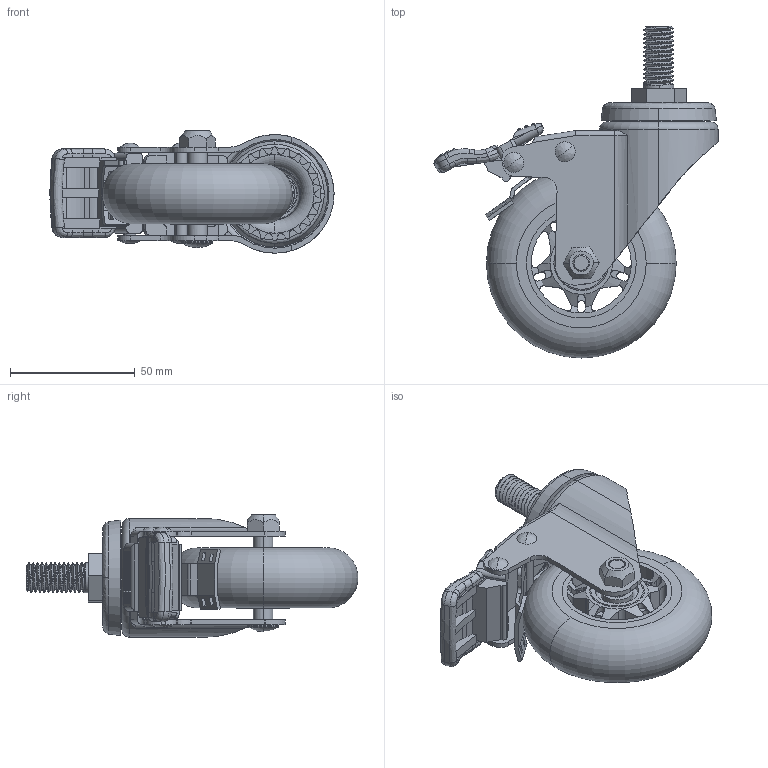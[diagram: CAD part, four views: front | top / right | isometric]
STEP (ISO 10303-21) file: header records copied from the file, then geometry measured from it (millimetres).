
FILE_DESCRIPTION (( 'STEP AP203' ), '1' );
FILE_NAME ('ACSU-76SSB.STEP', '2015-10-01T01:11:48', ( 'WON SINCHUL' ), ( 'Hewlett-Packard Company' ), 'SwSTEP 2.0', 'SolidWorks 2015', '' );
FILE_SCHEMA (( 'CONFIG_CONTROL_DESIGN' ));
Length unit declared in the file: millimetre
Products named in the file (1): ACSU-76SSB
Bounding box: 113.75 x 132.91 x 48.99 mm (x, y, z)
Volume: 137103.4 mm3; surface area: 80897.6 mm2
Topology: 20 solids, 20 shells, 1099 faces, 3047 edges, 1967 vertices
Faces by surface type: cylinder 458, plane 398, bspline 96, cone 74, torus 59, sphere 14
Entity records: 45253 total; most frequent: CARTESIAN_POINT 17900, ORIENTED_EDGE 6054, DIRECTION 5372, EDGE_CURVE 3027, AXIS2_PLACEMENT_3D 2029, VERTEX_POINT 1961, VECTOR 1314, LINE 1314
